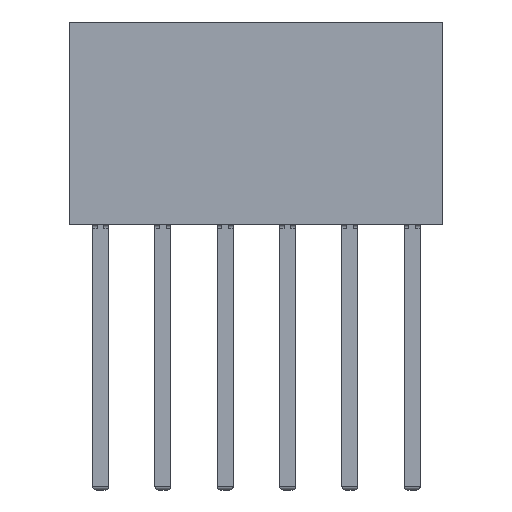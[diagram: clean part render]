
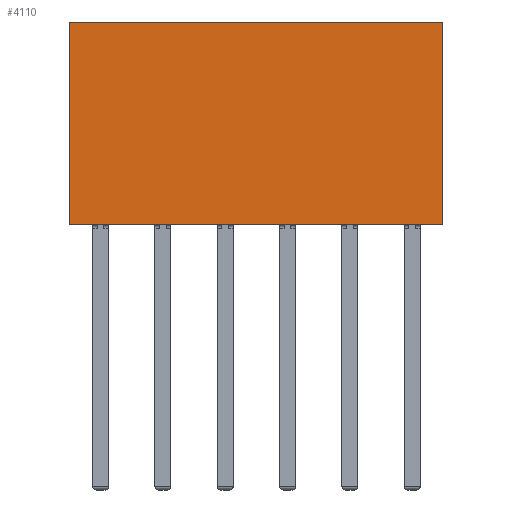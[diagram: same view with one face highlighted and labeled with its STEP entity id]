
A CAD part, left-side view. The second image highlights one B-rep face of the part: STEP entity #4110.
In plain terms, the highlighted planar face has unit normal (-1, 0, 0).
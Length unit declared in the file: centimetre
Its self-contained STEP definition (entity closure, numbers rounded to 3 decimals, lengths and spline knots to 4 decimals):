
#496=PLANE('',#4380);
#841=VERTEX_POINT('',#6197);
#844=VERTEX_POINT('',#6202);
#871=VERTEX_POINT('',#6284);
#872=VERTEX_POINT('',#6286);
#1284=VECTOR('',#5147,1.);
#1325=VECTOR('',#5202,1.);
#1327=VECTOR('',#5205,1.);
#1328=VECTOR('',#5206,1.);
#1752=LINE('',#6203,#1284);
#1793=LINE('',#6285,#1325);
#1795=LINE('',#6289,#1327);
#1796=LINE('',#6290,#1328);
#2310=EDGE_CURVE('',#844,#841,#1752,.T.);
#2351=EDGE_CURVE('',#872,#871,#1793,.T.);
#2353=EDGE_CURVE('',#871,#841,#1795,.T.);
#2354=EDGE_CURVE('',#872,#844,#1796,.T.);
#3399=ORIENTED_EDGE('',*,*,#2353,.T.);
#3400=ORIENTED_EDGE('',*,*,#2310,.F.);
#3401=ORIENTED_EDGE('',*,*,#2354,.F.);
#3402=ORIENTED_EDGE('',*,*,#2351,.T.);
#3690=EDGE_LOOP('',(#3399,#3400,#3401,#3402));
#3900=FACE_BOUND('',#3690,.T.);
#4110=ADVANCED_FACE('',(#3900),#496,.T.);
#4380=AXIS2_PLACEMENT_3D('',#6288,#5204,$);
#5147=DIRECTION('',(0.,0.,1.));
#5202=DIRECTION('',(0.,0.,1.));
#5204=DIRECTION('',(-1.,0.,0.));
#5205=DIRECTION('',(0.,1.,0.));
#5206=DIRECTION('',(0.,1.,0.));
#6197=CARTESIAN_POINT('',(0.,1.57,0.85));
#6202=CARTESIAN_POINT('',(0.,1.57,0.));
#6203=CARTESIAN_POINT('',(0.,1.57,0.));
#6284=CARTESIAN_POINT('',(0.,0.,0.85));
#6285=CARTESIAN_POINT('',(0.,0.,0.));
#6286=CARTESIAN_POINT('',(0.,0.,0.));
#6288=CARTESIAN_POINT('',(0.,0.3925,0.));
#6289=CARTESIAN_POINT('',(0.,0.,0.85));
#6290=CARTESIAN_POINT('',(0.,0.,0.));
